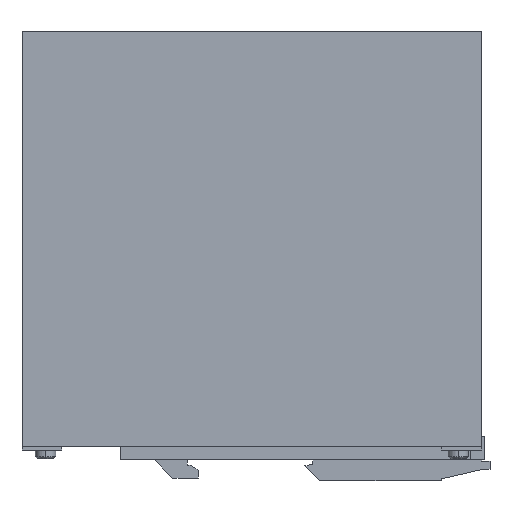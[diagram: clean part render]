
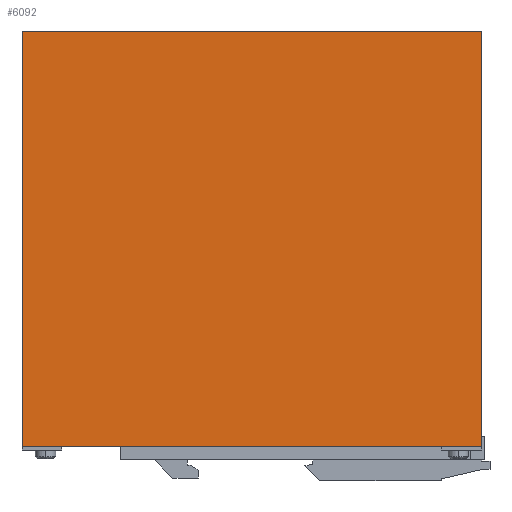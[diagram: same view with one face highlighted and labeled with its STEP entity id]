
A CAD part, left-side view. The second image highlights one B-rep face of the part: STEP entity #6092.
In plain terms, the highlighted planar face has unit normal (-1, 0, 0).
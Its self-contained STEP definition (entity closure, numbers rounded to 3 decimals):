
#495 = AXIS2_PLACEMENT_3D ( 'NONE', #8277, #14271, #2385 ) ;
#581 = EDGE_CURVE ( 'NONE', #16575, #10209, #16240, .T. ) ;
#1197 = DIRECTION ( 'NONE',  ( 0., -1., 0. ) ) ;
#1319 = LINE ( 'NONE', #10649, #4011 ) ;
#1605 = ORIENTED_EDGE ( 'NONE', *, *, #10885, .F. ) ;
#1948 = ORIENTED_EDGE ( 'NONE', *, *, #17265, .F. ) ;
#2385 = DIRECTION ( 'NONE',  ( 0., 0., 1. ) ) ;
#2451 = DIRECTION ( 'NONE',  ( 0., 0., 1. ) ) ;
#3311 = VECTOR ( 'NONE', #2451, 1000. ) ;
#4011 = VECTOR ( 'NONE', #8887, 1000. ) ;
#4576 = VERTEX_POINT ( 'NONE', #9722 ) ;
#4585 = ORIENTED_EDGE ( 'NONE', *, *, #581, .F. ) ;
#4805 = CARTESIAN_POINT ( 'NONE',  ( -27.5, -63.5, -114.6 ) ) ;
#5283 = CARTESIAN_POINT ( 'NONE',  ( -27.5, -63.5, 0.2 ) ) ;
#6092 = ADVANCED_FACE ( 'NONE', ( #14674 ), #19192, .T. ) ;
#8277 = CARTESIAN_POINT ( 'NONE',  ( -27.5, 0., 0. ) ) ;
#8887 = DIRECTION ( 'NONE',  ( 0., 0., -1. ) ) ;
#9036 = LINE ( 'NONE', #4805, #17375 ) ;
#9722 = CARTESIAN_POINT ( 'NONE',  ( -27.5, -63.5, -114.6 ) ) ;
#10209 = VERTEX_POINT ( 'NONE', #5283 ) ;
#10649 = CARTESIAN_POINT ( 'NONE',  ( -27.5, -63.5, 0.2 ) ) ;
#10885 = EDGE_CURVE ( 'NONE', #10209, #4576, #1319, .T. ) ;
#13391 = EDGE_CURVE ( 'NONE', #17854, #16575, #15723, .T. ) ;
#14271 = DIRECTION ( 'NONE',  ( -1., 0., 0. ) ) ;
#14665 = CARTESIAN_POINT ( 'NONE',  ( -27.5, 63.5, 0.2 ) ) ;
#14674 = FACE_OUTER_BOUND ( 'NONE', #15860, .T. ) ;
#15031 = DIRECTION ( 'NONE',  ( 0., 1., 0. ) ) ;
#15723 = LINE ( 'NONE', #18670, #3311 ) ;
#15860 = EDGE_LOOP ( 'NONE', ( #15891, #1948, #1605, #4585 ) ) ;
#15891 = ORIENTED_EDGE ( 'NONE', *, *, #13391, .F. ) ;
#16240 = LINE ( 'NONE', #14665, #17597 ) ;
#16575 = VERTEX_POINT ( 'NONE', #17034 ) ;
#17034 = CARTESIAN_POINT ( 'NONE',  ( -27.5, 63.5, 0.2 ) ) ;
#17265 = EDGE_CURVE ( 'NONE', #4576, #17854, #9036, .T. ) ;
#17344 = CARTESIAN_POINT ( 'NONE',  ( -27.5, 63.5, -114.6 ) ) ;
#17375 = VECTOR ( 'NONE', #15031, 1000. ) ;
#17597 = VECTOR ( 'NONE', #1197, 1000. ) ;
#17854 = VERTEX_POINT ( 'NONE', #17344 ) ;
#18670 = CARTESIAN_POINT ( 'NONE',  ( -27.5, 63.5, 0.2 ) ) ;
#19192 = PLANE ( 'NONE',  #495 ) ;
